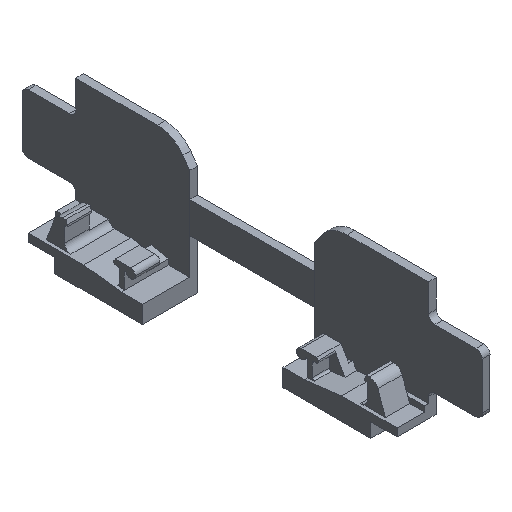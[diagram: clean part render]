
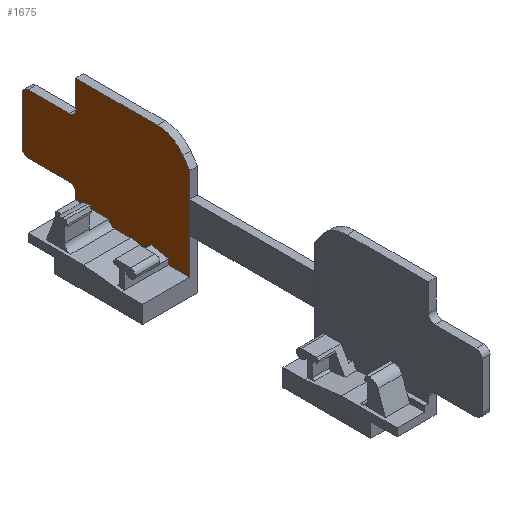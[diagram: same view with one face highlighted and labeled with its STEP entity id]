
A CAD part, isometric view. The second image highlights one B-rep face of the part: STEP entity #1675.
In plain terms, the highlighted planar face has unit normal (-1, 0, 0).
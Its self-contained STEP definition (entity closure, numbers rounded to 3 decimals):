
#645=AXIS2_PLACEMENT_3D('Circle Axis2P3D',#643,#644,$) ;
#693=AXIS2_PLACEMENT_3D('Circle Axis2P3D',#691,#692,$) ;
#741=AXIS2_PLACEMENT_3D('Circle Axis2P3D',#739,#740,$) ;
#813=AXIS2_PLACEMENT_3D('Circle Axis2P3D',#811,#812,$) ;
#1451=AXIS2_PLACEMENT_3D('Circle Axis2P3D',#1449,#1450,$) ;
#1624=AXIS2_PLACEMENT_3D('Plane Axis2P3D',#1621,#1622,#1623) ;
#1642=AXIS2_PLACEMENT_3D('Circle Axis2P3D',#1640,#1641,$) ;
#616=CARTESIAN_POINT('Vertex',(7.55,66.2,10.775)) ;
#619=CARTESIAN_POINT('Line Origine',(7.55,69.5,10.775)) ;
#623=CARTESIAN_POINT('Vertex',(7.55,72.8,10.775)) ;
#643=CARTESIAN_POINT('Axis2P3D Location',(7.55,72.8,11.775)) ;
#647=CARTESIAN_POINT('Vertex',(7.55,73.8,11.775)) ;
#667=CARTESIAN_POINT('Line Origine',(7.55,73.8,15.525)) ;
#671=CARTESIAN_POINT('Vertex',(7.55,73.8,19.275)) ;
#691=CARTESIAN_POINT('Axis2P3D Location',(7.55,72.8,19.275)) ;
#695=CARTESIAN_POINT('Vertex',(7.55,72.8,20.275)) ;
#715=CARTESIAN_POINT('Line Origine',(7.55,69.5,20.275)) ;
#719=CARTESIAN_POINT('Vertex',(7.55,66.2,20.275)) ;
#739=CARTESIAN_POINT('Axis2P3D Location',(7.55,66.2,21.275)) ;
#743=CARTESIAN_POINT('Vertex',(7.55,65.2,21.275)) ;
#763=CARTESIAN_POINT('Line Origine',(7.55,65.2,23.487)) ;
#767=CARTESIAN_POINT('Vertex',(7.55,65.2,25.7)) ;
#787=CARTESIAN_POINT('Line Origine',(7.55,58.65,25.7)) ;
#791=CARTESIAN_POINT('Vertex',(7.55,52.1,25.7)) ;
#811=CARTESIAN_POINT('Axis2P3D Location',(7.55,52.1,20.7)) ;
#815=CARTESIAN_POINT('Vertex',(7.55,48.018,23.587)) ;
#835=CARTESIAN_POINT('Line Origine',(7.55,47.459,22.797)) ;
#839=CARTESIAN_POINT('Vertex',(7.55,46.9,22.006)) ;
#930=CARTESIAN_POINT('Line Origine',(7.55,46.9,14.603)) ;
#934=CARTESIAN_POINT('Vertex',(7.55,46.9,7.2)) ;
#964=CARTESIAN_POINT('Line Origine',(7.55,48.611,7.2)) ;
#968=CARTESIAN_POINT('Vertex',(7.55,50.322,7.2)) ;
#1011=CARTESIAN_POINT('Line Origine',(7.55,50.322,7.625)) ;
#1015=CARTESIAN_POINT('Vertex',(7.55,50.322,8.05)) ;
#1365=CARTESIAN_POINT('Vertex',(7.55,53.66,7.617)) ;
#1387=CARTESIAN_POINT('Vertex',(7.55,53.045,8.682)) ;
#1390=CARTESIAN_POINT('Line Origine',(7.55,53.352,8.15)) ;
#1425=CARTESIAN_POINT('Line Origine',(7.55,51.684,8.366)) ;
#1446=CARTESIAN_POINT('Vertex',(7.55,65.2,9.775)) ;
#1449=CARTESIAN_POINT('Axis2P3D Location',(7.55,66.2,9.775)) ;
#1590=CARTESIAN_POINT('Line Origine',(7.55,54.991,7.784)) ;
#1594=CARTESIAN_POINT('Vertex',(7.55,56.322,7.95)) ;
#1621=CARTESIAN_POINT('Axis2P3D Location',(7.55,41.9,5.2)) ;
#1626=CARTESIAN_POINT('Line Origine',(7.55,65.2,9.287)) ;
#1630=CARTESIAN_POINT('Vertex',(7.55,65.2,8.8)) ;
#1633=CARTESIAN_POINT('Line Origine',(7.55,62.544,8.8)) ;
#1637=CARTESIAN_POINT('Vertex',(7.55,59.889,8.8)) ;
#1640=CARTESIAN_POINT('Axis2P3D Location',(7.55,58.9,8.95)) ;
#1644=CARTESIAN_POINT('Vertex',(7.55,58.9,7.95)) ;
#1647=CARTESIAN_POINT('Line Origine',(7.55,57.611,7.95)) ;
#620=DIRECTION('Vector Direction',(0.,1.,0.)) ;
#644=DIRECTION('Axis2P3D Direction',(1.,0.,0.)) ;
#668=DIRECTION('Vector Direction',(0.,0.,-1.)) ;
#692=DIRECTION('Axis2P3D Direction',(1.,0.,0.)) ;
#716=DIRECTION('Vector Direction',(0.,1.,0.)) ;
#740=DIRECTION('Axis2P3D Direction',(1.,0.,0.)) ;
#764=DIRECTION('Vector Direction',(0.,0.,-1.)) ;
#788=DIRECTION('Vector Direction',(0.,1.,0.)) ;
#812=DIRECTION('Axis2P3D Direction',(1.,0.,0.)) ;
#836=DIRECTION('Vector Direction',(0.,0.577,0.816)) ;
#931=DIRECTION('Vector Direction',(0.,0.,1.)) ;
#965=DIRECTION('Vector Direction',(0.,1.,0.)) ;
#1012=DIRECTION('Vector Direction',(0.,0.,-1.)) ;
#1391=DIRECTION('Vector Direction',(0.,0.5,-0.866)) ;
#1426=DIRECTION('Vector Direction',(0.,-0.974,-0.226)) ;
#1450=DIRECTION('Axis2P3D Direction',(1.,0.,0.)) ;
#1591=DIRECTION('Vector Direction',(0.,-0.992,-0.124)) ;
#1622=DIRECTION('Axis2P3D Direction',(1.,0.,0.)) ;
#1623=DIRECTION('Axis2P3D XDirection',(0.,0.,-1.)) ;
#1627=DIRECTION('Vector Direction',(0.,0.,-1.)) ;
#1634=DIRECTION('Vector Direction',(0.,-1.,0.)) ;
#1641=DIRECTION('Axis2P3D Direction',(1.,0.,0.)) ;
#1648=DIRECTION('Vector Direction',(0.,1.,0.)) ;
#621=VECTOR('Line Direction',#620,1.) ;
#669=VECTOR('Line Direction',#668,1.) ;
#717=VECTOR('Line Direction',#716,1.) ;
#765=VECTOR('Line Direction',#764,1.) ;
#789=VECTOR('Line Direction',#788,1.) ;
#837=VECTOR('Line Direction',#836,1.) ;
#932=VECTOR('Line Direction',#931,1.) ;
#966=VECTOR('Line Direction',#965,1.) ;
#1013=VECTOR('Line Direction',#1012,1.) ;
#1392=VECTOR('Line Direction',#1391,1.) ;
#1427=VECTOR('Line Direction',#1426,1.) ;
#1592=VECTOR('Line Direction',#1591,1.) ;
#1628=VECTOR('Line Direction',#1627,1.) ;
#1635=VECTOR('Line Direction',#1634,1.) ;
#1649=VECTOR('Line Direction',#1648,1.) ;
#1653=ORIENTED_EDGE('',*,*,#673,.T.) ;
#1654=ORIENTED_EDGE('',*,*,#649,.T.) ;
#1655=ORIENTED_EDGE('',*,*,#625,.F.) ;
#1656=ORIENTED_EDGE('',*,*,#1453,.F.) ;
#1657=ORIENTED_EDGE('',*,*,#1632,.F.) ;
#1658=ORIENTED_EDGE('',*,*,#1639,.T.) ;
#1659=ORIENTED_EDGE('',*,*,#1646,.T.) ;
#1660=ORIENTED_EDGE('',*,*,#1651,.T.) ;
#1661=ORIENTED_EDGE('',*,*,#1596,.T.) ;
#1662=ORIENTED_EDGE('',*,*,#1394,.T.) ;
#1663=ORIENTED_EDGE('',*,*,#1429,.T.) ;
#1664=ORIENTED_EDGE('',*,*,#1017,.T.) ;
#1665=ORIENTED_EDGE('',*,*,#970,.F.) ;
#1666=ORIENTED_EDGE('',*,*,#936,.F.) ;
#1667=ORIENTED_EDGE('',*,*,#841,.F.) ;
#1668=ORIENTED_EDGE('',*,*,#817,.F.) ;
#1669=ORIENTED_EDGE('',*,*,#793,.F.) ;
#1670=ORIENTED_EDGE('',*,*,#769,.F.) ;
#1671=ORIENTED_EDGE('',*,*,#745,.F.) ;
#1672=ORIENTED_EDGE('',*,*,#721,.F.) ;
#1673=ORIENTED_EDGE('',*,*,#697,.T.) ;
#1675=ADVANCED_FACE('38922_ZVLA_..._SC_ZPS2.5.1\\38922_ZVLA_RE_SC_ZPS2.5.1\\K\X2\00F6\X0\rper.3 ( *SOL40 - wsp *MASTER -  )',(#1674),#1625,.F.) ;
#646=CIRCLE('generated circle',#645,1.) ;
#694=CIRCLE('generated circle',#693,1.) ;
#742=CIRCLE('generated circle',#741,1.) ;
#814=CIRCLE('generated circle',#813,5.) ;
#1452=CIRCLE('generated circle',#1451,1.) ;
#1643=CIRCLE('generated circle',#1642,1.) ;
#625=EDGE_CURVE('',#617,#624,#622,.T.) ;
#649=EDGE_CURVE('',#648,#624,#646,.F.) ;
#673=EDGE_CURVE('',#672,#648,#670,.T.) ;
#697=EDGE_CURVE('',#696,#672,#694,.F.) ;
#721=EDGE_CURVE('',#696,#720,#718,.F.) ;
#745=EDGE_CURVE('',#720,#744,#742,.F.) ;
#769=EDGE_CURVE('',#744,#768,#766,.F.) ;
#793=EDGE_CURVE('',#768,#792,#790,.F.) ;
#817=EDGE_CURVE('',#792,#816,#814,.T.) ;
#841=EDGE_CURVE('',#816,#840,#838,.F.) ;
#936=EDGE_CURVE('',#840,#935,#933,.F.) ;
#970=EDGE_CURVE('',#935,#969,#967,.T.) ;
#1017=EDGE_CURVE('',#1016,#969,#1014,.T.) ;
#1394=EDGE_CURVE('',#1366,#1388,#1393,.F.) ;
#1429=EDGE_CURVE('',#1388,#1016,#1428,.T.) ;
#1453=EDGE_CURVE('',#1447,#617,#1452,.F.) ;
#1596=EDGE_CURVE('',#1595,#1366,#1593,.T.) ;
#1632=EDGE_CURVE('',#1631,#1447,#1629,.F.) ;
#1639=EDGE_CURVE('',#1631,#1638,#1636,.T.) ;
#1646=EDGE_CURVE('',#1638,#1645,#1643,.F.) ;
#1651=EDGE_CURVE('',#1645,#1595,#1650,.F.) ;
#1652=EDGE_LOOP('',(#1653,#1654,#1655,#1656,#1657,#1658,#1659,#1660,#1661,#1662,#1663,#1664,#1665,#1666,#1667,#1668,#1669,#1670,#1671,#1672,#1673)) ;
#1674=FACE_OUTER_BOUND('',#1652,.T.) ;
#622=LINE('Line',#619,#621) ;
#670=LINE('Line',#667,#669) ;
#718=LINE('Line',#715,#717) ;
#766=LINE('Line',#763,#765) ;
#790=LINE('Line',#787,#789) ;
#838=LINE('Line',#835,#837) ;
#933=LINE('Line',#930,#932) ;
#967=LINE('Line',#964,#966) ;
#1014=LINE('Line',#1011,#1013) ;
#1393=LINE('Line',#1390,#1392) ;
#1428=LINE('Line',#1425,#1427) ;
#1593=LINE('Line',#1590,#1592) ;
#1629=LINE('Line',#1626,#1628) ;
#1636=LINE('Line',#1633,#1635) ;
#1650=LINE('Line',#1647,#1649) ;
#1625=PLANE('',#1624) ;
#617=VERTEX_POINT('',#616) ;
#624=VERTEX_POINT('',#623) ;
#648=VERTEX_POINT('',#647) ;
#672=VERTEX_POINT('',#671) ;
#696=VERTEX_POINT('',#695) ;
#720=VERTEX_POINT('',#719) ;
#744=VERTEX_POINT('',#743) ;
#768=VERTEX_POINT('',#767) ;
#792=VERTEX_POINT('',#791) ;
#816=VERTEX_POINT('',#815) ;
#840=VERTEX_POINT('',#839) ;
#935=VERTEX_POINT('',#934) ;
#969=VERTEX_POINT('',#968) ;
#1016=VERTEX_POINT('',#1015) ;
#1366=VERTEX_POINT('',#1365) ;
#1388=VERTEX_POINT('',#1387) ;
#1447=VERTEX_POINT('',#1446) ;
#1595=VERTEX_POINT('',#1594) ;
#1631=VERTEX_POINT('',#1630) ;
#1638=VERTEX_POINT('',#1637) ;
#1645=VERTEX_POINT('',#1644) ;
